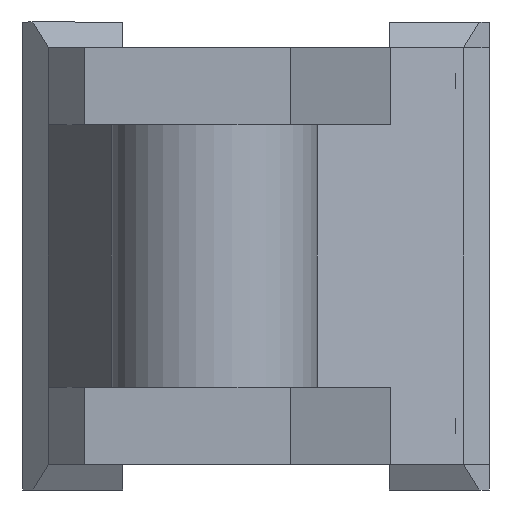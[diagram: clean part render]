
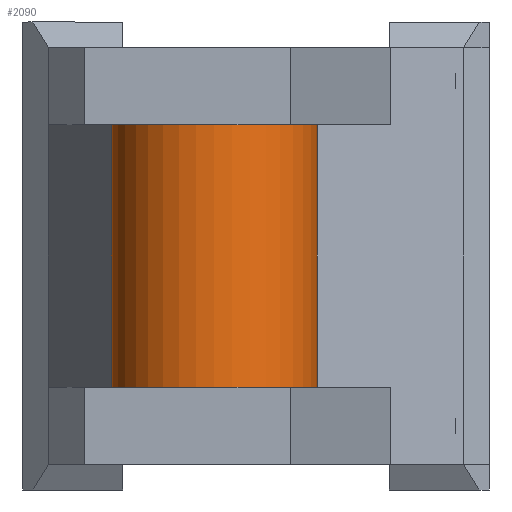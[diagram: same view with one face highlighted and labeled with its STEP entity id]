
A CAD part, front view. The second image highlights one B-rep face of the part: STEP entity #2090.
In plain terms, the highlighted cylindrical face has radius 20 mm (diameter 40 mm), a partial arc.
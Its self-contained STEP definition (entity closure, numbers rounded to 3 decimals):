
#102 = CYLINDRICAL_SURFACE ( 'NONE', #2270, 20. ) ;
#290 = EDGE_CURVE ( 'NONE', #1628, #1879, #650, .T. ) ;
#336 = DIRECTION ( 'NONE',  ( 0., 0., -1. ) ) ;
#356 = DIRECTION ( 'NONE',  ( -1., 0., 0. ) ) ;
#650 = LINE ( 'NONE', #2214, #3217 ) ;
#689 = DIRECTION ( 'NONE',  ( 0., 0., -1. ) ) ;
#791 = CIRCLE ( 'NONE', #917, 20. ) ;
#817 = ORIENTED_EDGE ( 'NONE', *, *, #2895, .F. ) ;
#869 = EDGE_LOOP ( 'NONE', ( #3335, #1663, #817, #1304 ) ) ;
#917 = AXIS2_PLACEMENT_3D ( 'NONE', #2150, #2948, #3204 ) ;
#949 = CARTESIAN_POINT ( 'NONE',  ( -20., 20., 66. ) ) ;
#969 = VERTEX_POINT ( 'NONE', #2665 ) ;
#1086 = CIRCLE ( 'NONE', #1873, 20. ) ;
#1304 = ORIENTED_EDGE ( 'NONE', *, *, #290, .T. ) ;
#1549 = VECTOR ( 'NONE', #689, 1000. ) ;
#1628 = VERTEX_POINT ( 'NONE', #949 ) ;
#1663 = ORIENTED_EDGE ( 'NONE', *, *, #2279, .F. ) ;
#1823 = VERTEX_POINT ( 'NONE', #2321 ) ;
#1873 = AXIS2_PLACEMENT_3D ( 'NONE', #2715, #1931, #356 ) ;
#1879 = VERTEX_POINT ( 'NONE', #2875 ) ;
#1931 = DIRECTION ( 'NONE',  ( 0., 0., 1. ) ) ;
#2090 = ADVANCED_FACE ( 'NONE', ( #2951 ), #102, .T. ) ;
#2150 = CARTESIAN_POINT ( 'NONE',  ( 0., 20., 66. ) ) ;
#2177 = DIRECTION ( 'NONE',  ( -1., 0., 0. ) ) ;
#2214 = CARTESIAN_POINT ( 'NONE',  ( -20., 20., 81. ) ) ;
#2230 = CARTESIAN_POINT ( 'NONE',  ( 20., 20., 81. ) ) ;
#2270 = AXIS2_PLACEMENT_3D ( 'NONE', #2644, #3184, #2177 ) ;
#2279 = EDGE_CURVE ( 'NONE', #969, #1823, #2379, .T. ) ;
#2321 = CARTESIAN_POINT ( 'NONE',  ( 20., 20., 15. ) ) ;
#2379 = LINE ( 'NONE', #2230, #1549 ) ;
#2644 = CARTESIAN_POINT ( 'NONE',  ( 0., 20., 81. ) ) ;
#2665 = CARTESIAN_POINT ( 'NONE',  ( 20., 20., 66. ) ) ;
#2715 = CARTESIAN_POINT ( 'NONE',  ( 0., 20., 15. ) ) ;
#2875 = CARTESIAN_POINT ( 'NONE',  ( -20., 20., 15. ) ) ;
#2895 = EDGE_CURVE ( 'NONE', #1628, #969, #791, .T. ) ;
#2937 = EDGE_CURVE ( 'NONE', #1879, #1823, #1086, .T. ) ;
#2948 = DIRECTION ( 'NONE',  ( 0., 0., 1. ) ) ;
#2951 = FACE_OUTER_BOUND ( 'NONE', #869, .T. ) ;
#3184 = DIRECTION ( 'NONE',  ( 0., 0., -1. ) ) ;
#3204 = DIRECTION ( 'NONE',  ( 1., 0., 0. ) ) ;
#3217 = VECTOR ( 'NONE', #336, 1000. ) ;
#3335 = ORIENTED_EDGE ( 'NONE', *, *, #2937, .T. ) ;
